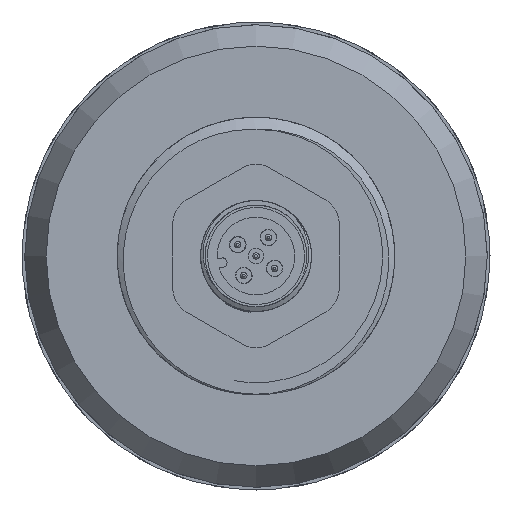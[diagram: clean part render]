
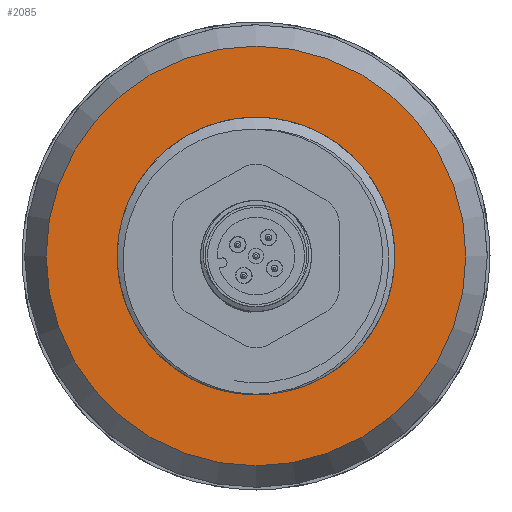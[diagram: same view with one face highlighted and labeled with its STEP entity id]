
A CAD part, front view. The second image highlights one B-rep face of the part: STEP entity #2085.
In plain terms, the highlighted planar face has unit normal (0, -1, 0).
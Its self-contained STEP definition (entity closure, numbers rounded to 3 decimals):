
#220=FACE_BOUND('',#429,.T.);
#249=PLANE('',#2435);
#295=FACE_OUTER_BOUND('',#428,.T.);
#428=EDGE_LOOP('',(#1430));
#429=EDGE_LOOP('',(#1431));
#814=CIRCLE('',#2434,22.691);
#815=CIRCLE('',#2436,13.);
#910=VERTEX_POINT('',#3300);
#911=VERTEX_POINT('',#3304);
#1116=EDGE_CURVE('',#910,#910,#814,.T.);
#1117=EDGE_CURVE('',#911,#911,#815,.T.);
#1430=ORIENTED_EDGE('',*,*,#1116,.F.);
#1431=ORIENTED_EDGE('',*,*,#1117,.F.);
#2085=ADVANCED_FACE('',(#295,#220),#249,.T.);
#2434=AXIS2_PLACEMENT_3D('',#3302,#2710,#2711);
#2435=AXIS2_PLACEMENT_3D('',#3303,#2712,#2713);
#2436=AXIS2_PLACEMENT_3D('',#3305,#2714,#2715);
#2710=DIRECTION('center_axis',(0.,1.,0.));
#2711=DIRECTION('ref_axis',(1.,0.,0.));
#2712=DIRECTION('center_axis',(0.,-1.,0.));
#2713=DIRECTION('ref_axis',(0.,0.,-1.));
#2714=DIRECTION('center_axis',(0.,-1.,0.));
#2715=DIRECTION('ref_axis',(1.,0.,0.));
#3300=CARTESIAN_POINT('',(-22.691,-2.5,0.));
#3302=CARTESIAN_POINT('Origin',(0.,-2.5,0.));
#3303=CARTESIAN_POINT('Origin',(-25.,-2.5,0.));
#3304=CARTESIAN_POINT('',(13.,-2.5,0.));
#3305=CARTESIAN_POINT('Origin',(0.,-2.5,0.));
